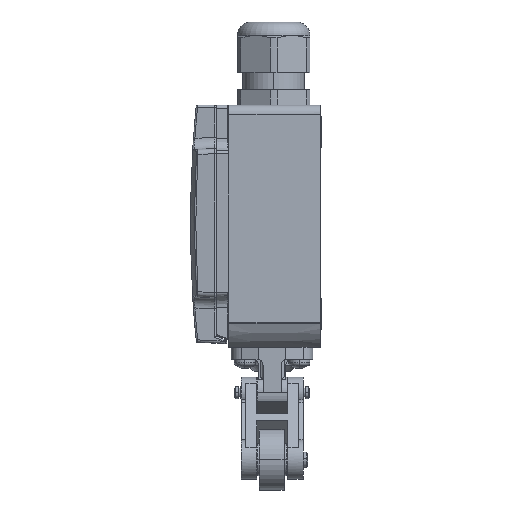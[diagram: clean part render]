
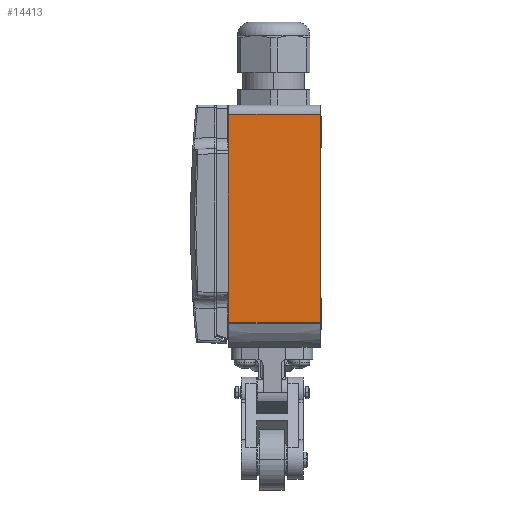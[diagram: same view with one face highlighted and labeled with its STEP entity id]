
A CAD part, left-side view. The second image highlights one B-rep face of the part: STEP entity #14413.
In plain terms, the highlighted planar face has unit normal (-1, -0.018, 0).
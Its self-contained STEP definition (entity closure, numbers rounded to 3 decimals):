
#2811=DIRECTION('',(0.,0.,1.));
#2812=VECTOR('',#2811,45.857);
#2813=CARTESIAN_POINT('',(-20.,30.5,
-22.926));
#2814=LINE('',#2813,#2812);
#2827=DIRECTION('',(0.,0.,-1.));
#2828=VECTOR('',#2827,9.089);
#2829=CARTESIAN_POINT('',(-19.996,30.297,
-23.763));
#2830=LINE('',#2829,#2828);
#2831=CARTESIAN_POINT('',(-20.,30.5,
-22.919));
#2832=CARTESIAN_POINT('',(-20.,30.491,
-22.937));
#2833=CARTESIAN_POINT('',(-20.,30.476,
-22.974));
#2834=CARTESIAN_POINT('',(-20.,30.479,
-23.028));
#2835=CARTESIAN_POINT('',(-19.999,30.451,
-23.09));
#2836=CARTESIAN_POINT('',(-19.999,30.436,
-23.159));
#2837=CARTESIAN_POINT('',(-19.998,30.411,
-23.226));
#2838=CARTESIAN_POINT('',(-19.998,30.387,
-23.302));
#2839=CARTESIAN_POINT('',(-19.998,30.358,
-23.393));
#2840=CARTESIAN_POINT('',(-19.997,30.331,
-23.495));
#2841=CARTESIAN_POINT('',(-19.997,30.311,
-23.589));
#2842=CARTESIAN_POINT('',(-19.996,30.299,
-23.681));
#2843=CARTESIAN_POINT('',(-19.996,30.297,
-23.736));
#2844=CARTESIAN_POINT('',(-19.996,30.297,
-23.763));
#2846=CARTESIAN_POINT('',(-20.,30.502,22.941));
#2847=CARTESIAN_POINT('',(-20.,30.49,22.97));
#2848=CARTESIAN_POINT('',(-19.999,30.47,23.029));
#2849=CARTESIAN_POINT('',(-19.999,30.433,23.118));
#2850=CARTESIAN_POINT('',(-19.998,30.402,23.197));
#2851=CARTESIAN_POINT('',(-19.998,30.374,23.272));
#2852=CARTESIAN_POINT('',(-19.997,30.35,23.344));
#2853=CARTESIAN_POINT('',(-19.997,30.33,23.412));
#2854=CARTESIAN_POINT('',(-19.997,30.315,23.477));
#2855=CARTESIAN_POINT('',(-19.997,30.304,23.538));
#2856=CARTESIAN_POINT('',(-19.996,30.298,23.596));
#2857=CARTESIAN_POINT('',(-19.996,30.297,23.632));
#2858=CARTESIAN_POINT('',(-19.996,30.297,23.65));
#2860=DIRECTION('',(0.,0.,1.));
#2861=VECTOR('',#2860,12.35);
#2862=CARTESIAN_POINT('',(-19.996,30.297,23.65));
#2863=LINE('',#2862,#2861);
#2864=DIRECTION('',(0.017,-1.,0.));
#2865=VECTOR('',#2864,30.203);
#2866=CARTESIAN_POINT('',(-19.996,30.297,36.));
#2867=LINE('',#2866,#2865);
#2868=DIRECTION('',(0.,0.,-1.));
#2869=VECTOR('',#2868,68.771);
#2870=CARTESIAN_POINT('',(-19.469,0.098,
36.));
#2871=LINE('',#2870,#2869);
#2872=CARTESIAN_POINT('',(-19.996,30.297,
-32.852));
#2873=CARTESIAN_POINT('',(-19.938,26.961,
-32.843));
#2874=CARTESIAN_POINT('',(-19.822,20.277,
-32.825));
#2875=CARTESIAN_POINT('',(-19.646,10.211,
-32.799));
#2876=CARTESIAN_POINT('',(-19.528,3.473,
-32.781));
#2877=CARTESIAN_POINT('',(-19.469,0.098,
-32.771));
#3409=CARTESIAN_POINT('',(-19.469,0.098,
36.));
#3447=CARTESIAN_POINT('',(-19.996,30.297,
-32.852));
#11505=VERTEX_POINT('',#3409);
#11508=CARTESIAN_POINT('',(-19.469,0.098,
-32.771));
#11509=VERTEX_POINT('',#11508);
#11631=CARTESIAN_POINT('',(-20.,30.5,
-22.926));
#11632=VERTEX_POINT('',#11631);
#11659=CARTESIAN_POINT('',(-20.,30.506,
22.931));
#11660=VERTEX_POINT('',#11659);
#11663=CARTESIAN_POINT('',(-19.996,30.297,
36.));
#11664=VERTEX_POINT('',#11663);
#11675=CARTESIAN_POINT('',(-19.996,30.297,
23.65));
#11676=VERTEX_POINT('',#11675);
#11714=VERTEX_POINT('',#3447);
#11716=CARTESIAN_POINT('',(-19.996,30.297,
-23.763));
#11717=VERTEX_POINT('',#11716);
#14391=CARTESIAN_POINT('',(-20.,30.5,-33.));
#14392=DIRECTION('',(-1.,-0.017,0.));
#14393=DIRECTION('',(0.,0.,1.));
#14394=AXIS2_PLACEMENT_3D('',#14391,#14392,#14393);
#14395=PLANE('',#14394);
#14397=ORIENTED_EDGE('',*,*,#14396,.F.);
#14399=ORIENTED_EDGE('',*,*,#14398,.F.);
#14400=ORIENTED_EDGE('',*,*,#14381,.T.);
#14402=ORIENTED_EDGE('',*,*,#14401,.T.);
#14404=ORIENTED_EDGE('',*,*,#14403,.T.);
#14406=ORIENTED_EDGE('',*,*,#14405,.T.);
#14408=ORIENTED_EDGE('',*,*,#14407,.T.);
#14410=ORIENTED_EDGE('',*,*,#14409,.F.);
#14411=EDGE_LOOP('',(#14397,#14399,#14400,#14402,#14404,#14406,#14408,#14410));
#14412=FACE_OUTER_BOUND('',#14411,.F.);
#2845=B_SPLINE_CURVE_WITH_KNOTS('',3,(#2831,#2832,#2833,#2834,#2835,#2836,#2837,
#2838,#2839,#2840,#2841,#2842,#2843,#2844),.UNSPECIFIED.,.F.,.F.,(4,1,1,1,1,1,1,
1,1,1,1,4),(0.,0.091,0.182,0.273,
0.364,0.455,0.545,0.636,
0.727,0.818,0.909,1.),.UNSPECIFIED.);
#2859=B_SPLINE_CURVE_WITH_KNOTS('',3,(#2846,#2847,#2848,#2849,#2850,#2851,#2852,
#2853,#2854,#2855,#2856,#2857,#2858),.UNSPECIFIED.,.F.,.F.,(4,1,1,1,1,1,1,1,1,1,
4),(0.,0.1,0.2,0.3,0.4,0.5,0.6,0.7,0.8,0.9,1.),
.UNSPECIFIED.);
#2878=B_SPLINE_CURVE_WITH_KNOTS('',3,(#2872,#2873,#2874,#2875,#2876,#2877),
.UNSPECIFIED.,.F.,.F.,(4,1,1,4),(0.,0.333,0.667,1.),
.UNSPECIFIED.);
#14381=EDGE_CURVE('',#11632,#11660,#2814,.T.);
#14396=EDGE_CURVE('',#11717,#11714,#2830,.T.);
#14398=EDGE_CURVE('',#11632,#11717,#2845,.T.);
#14401=EDGE_CURVE('',#11660,#11676,#2859,.T.);
#14403=EDGE_CURVE('',#11676,#11664,#2863,.T.);
#14405=EDGE_CURVE('',#11664,#11505,#2867,.T.);
#14407=EDGE_CURVE('',#11505,#11509,#2871,.T.);
#14409=EDGE_CURVE('',#11714,#11509,#2878,.T.);
#14413=ADVANCED_FACE('',(#14412),#14395,.T.);
